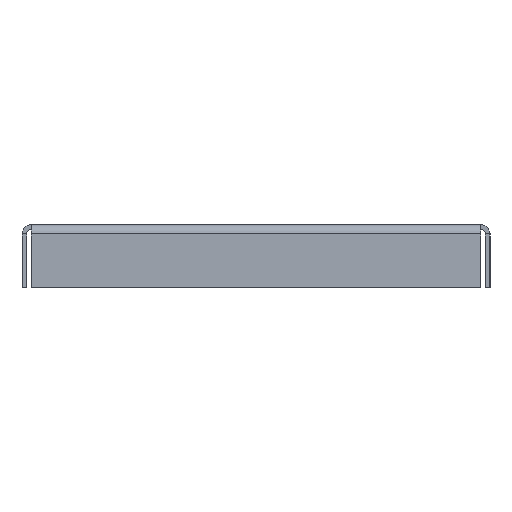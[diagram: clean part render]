
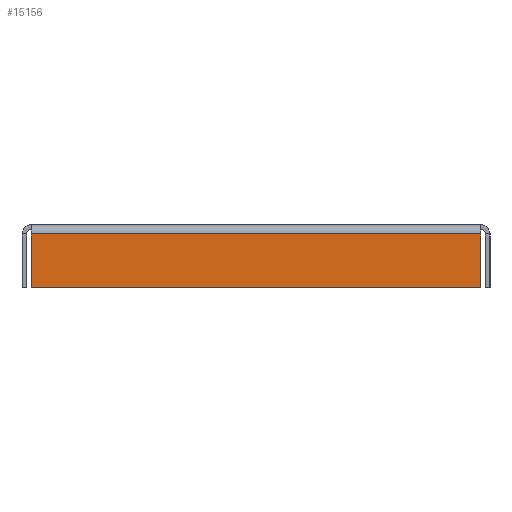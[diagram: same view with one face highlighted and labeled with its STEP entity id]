
A CAD part, left-side view. The second image highlights one B-rep face of the part: STEP entity #15156.
In plain terms, the highlighted free-form (B-spline) face has degree [1, 1] with [2, 2] control points.
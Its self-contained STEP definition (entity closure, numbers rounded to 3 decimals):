
#70 = ( BOUNDED_SURFACE() B_SPLINE_SURFACE(2,1,(
    (#71,#72)
    ,(#73,#74)
,(#75,#76
  )),.UNSPECIFIED.,.F.,.F.,.F.) B_SPLINE_SURFACE_WITH_KNOTS((3,3),(2,2),
  (0.,1.571),(0.,19.4),.PIECEWISE_BEZIER_KNOTS.) 
GEOMETRIC_REPRESENTATION_ITEM() RATIONAL_B_SPLINE_SURFACE((
    (1.,1.)
    ,(0.707,0.707)
,(1.,1.))) REPRESENTATION_ITEM('') SURFACE() );
#71 = CARTESIAN_POINT('',(-38.354,-24.638,5.842));
#72 = CARTESIAN_POINT('',(-38.354,24.638,5.842));
#73 = CARTESIAN_POINT('',(-38.354,-24.638,6.858));
#74 = CARTESIAN_POINT('',(-38.354,24.638,6.858));
#75 = CARTESIAN_POINT('',(-37.338,-24.638,6.858));
#76 = CARTESIAN_POINT('',(-37.338,24.638,6.858));
#15024 = VERTEX_POINT('',#15025);
#15025 = CARTESIAN_POINT('',(-38.354,24.638,5.842));
#15060 = B_SPLINE_SURFACE_WITH_KNOTS('',1,1,(
    (#15061,#15062)
    ,(#15063,#15064
  )),.UNSPECIFIED.,.F.,.F.,.F.,(2,2),(2,2),(-1.15,1.15),(-0.1,
    0.1),.PIECEWISE_BEZIER_KNOTS.);
#15061 = CARTESIAN_POINT('',(-37.846,24.638,5.842));
#15062 = CARTESIAN_POINT('',(-38.354,24.638,5.842));
#15063 = CARTESIAN_POINT('',(-37.846,24.638,0.));
#15064 = CARTESIAN_POINT('',(-38.354,24.638,0.));
#15104 = VERTEX_POINT('',#15105);
#15105 = CARTESIAN_POINT('',(-38.354,-24.638,5.842));
#15133 = EDGE_CURVE('',#15104,#15024,#15134,.T.);
#15134 = SURFACE_CURVE('',#15135,(#15138,#15145),.PCURVE_S1.);
#15135 = B_SPLINE_CURVE_WITH_KNOTS('',1,(#15136,#15137),.UNSPECIFIED.,
  .F.,.F.,(2,2),(0.,19.4),.PIECEWISE_BEZIER_KNOTS.);
#15136 = CARTESIAN_POINT('',(-38.354,-24.638,5.842));
#15137 = CARTESIAN_POINT('',(-38.354,24.638,5.842));
#15138 = PCURVE('',#70,#15139);
#15139 = DEFINITIONAL_REPRESENTATION('',(#15140),#15144);
#15140 = B_SPLINE_CURVE_WITH_KNOTS('',2,(#15141,#15142,#15143),
  .UNSPECIFIED.,.F.,.F.,(3,3),(0.,19.4),.PIECEWISE_BEZIER_KNOTS.);
#15141 = CARTESIAN_POINT('',(0.,0.));
#15142 = CARTESIAN_POINT('',(0.,9.7));
#15143 = CARTESIAN_POINT('',(0.,19.4));
#15144 = ( GEOMETRIC_REPRESENTATION_CONTEXT(2) 
PARAMETRIC_REPRESENTATION_CONTEXT() REPRESENTATION_CONTEXT('2D SPACE',''
  ) );
#15145 = PCURVE('',#15146,#15151);
#15146 = B_SPLINE_SURFACE_WITH_KNOTS('',1,1,(
    (#15147,#15148)
    ,(#15149,#15150
    )),.UNSPECIFIED.,.F.,.F.,.F.,(2,2),(2,2),(-19.4,0.)
  ,(0.4,2.7),.PIECEWISE_BEZIER_KNOTS.);
#15147 = CARTESIAN_POINT('',(-38.354,-24.638,5.842));
#15148 = CARTESIAN_POINT('',(-38.354,-24.638,0.));
#15149 = CARTESIAN_POINT('',(-38.354,24.638,5.842));
#15150 = CARTESIAN_POINT('',(-38.354,24.638,0.));
#15151 = DEFINITIONAL_REPRESENTATION('',(#15152),#15155);
#15152 = B_SPLINE_CURVE_WITH_KNOTS('',1,(#15153,#15154),.UNSPECIFIED.,
  .F.,.F.,(2,2),(0.,19.4),.PIECEWISE_BEZIER_KNOTS.);
#15153 = CARTESIAN_POINT('',(-19.4,0.4));
#15154 = CARTESIAN_POINT('',(0.,0.4));
#15155 = ( GEOMETRIC_REPRESENTATION_CONTEXT(2) 
PARAMETRIC_REPRESENTATION_CONTEXT() REPRESENTATION_CONTEXT('2D SPACE',''
  ) );
#15156 = ADVANCED_FACE('',(#15157),#15146,.T.);
#15157 = FACE_BOUND('',#15158,.F.);
#15158 = EDGE_LOOP('',(#15159,#15179,#15180,#15205));
#15159 = ORIENTED_EDGE('',*,*,#15160,.F.);
#15160 = EDGE_CURVE('',#15024,#15161,#15163,.T.);
#15161 = VERTEX_POINT('',#15162);
#15162 = CARTESIAN_POINT('',(-38.354,24.638,0.));
#15163 = SURFACE_CURVE('',#15164,(#15167,#15173),.PCURVE_S1.);
#15164 = B_SPLINE_CURVE_WITH_KNOTS('',1,(#15165,#15166),.UNSPECIFIED.,
  .F.,.F.,(2,2),(0.,2.3),.PIECEWISE_BEZIER_KNOTS.);
#15165 = CARTESIAN_POINT('',(-38.354,24.638,5.842));
#15166 = CARTESIAN_POINT('',(-38.354,24.638,0.));
#15167 = PCURVE('',#15146,#15168);
#15168 = DEFINITIONAL_REPRESENTATION('',(#15169),#15172);
#15169 = B_SPLINE_CURVE_WITH_KNOTS('',1,(#15170,#15171),.UNSPECIFIED.,
  .F.,.F.,(2,2),(0.,2.3),.PIECEWISE_BEZIER_KNOTS.);
#15170 = CARTESIAN_POINT('',(0.,0.4));
#15171 = CARTESIAN_POINT('',(0.,2.7));
#15172 = ( GEOMETRIC_REPRESENTATION_CONTEXT(2) 
PARAMETRIC_REPRESENTATION_CONTEXT() REPRESENTATION_CONTEXT('2D SPACE',''
  ) );
#15173 = PCURVE('',#15060,#15174);
#15174 = DEFINITIONAL_REPRESENTATION('',(#15175),#15178);
#15175 = B_SPLINE_CURVE_WITH_KNOTS('',1,(#15176,#15177),.UNSPECIFIED.,
  .F.,.F.,(2,2),(0.,2.3),.PIECEWISE_BEZIER_KNOTS.);
#15176 = CARTESIAN_POINT('',(-1.15,0.1));
#15177 = CARTESIAN_POINT('',(1.15,0.1));
#15178 = ( GEOMETRIC_REPRESENTATION_CONTEXT(2) 
PARAMETRIC_REPRESENTATION_CONTEXT() REPRESENTATION_CONTEXT('2D SPACE',''
  ) );
#15179 = ORIENTED_EDGE('',*,*,#15133,.F.);
#15180 = ORIENTED_EDGE('',*,*,#15181,.F.);
#15181 = EDGE_CURVE('',#15182,#15104,#15184,.T.);
#15182 = VERTEX_POINT('',#15183);
#15183 = CARTESIAN_POINT('',(-38.354,-24.638,0.));
#15184 = SURFACE_CURVE('',#15185,(#15188,#15194),.PCURVE_S1.);
#15185 = B_SPLINE_CURVE_WITH_KNOTS('',1,(#15186,#15187),.UNSPECIFIED.,
  .F.,.F.,(2,2),(0.,2.3),.PIECEWISE_BEZIER_KNOTS.);
#15186 = CARTESIAN_POINT('',(-38.354,-24.638,0.));
#15187 = CARTESIAN_POINT('',(-38.354,-24.638,5.842));
#15188 = PCURVE('',#15146,#15189);
#15189 = DEFINITIONAL_REPRESENTATION('',(#15190),#15193);
#15190 = B_SPLINE_CURVE_WITH_KNOTS('',1,(#15191,#15192),.UNSPECIFIED.,
  .F.,.F.,(2,2),(0.,2.3),.PIECEWISE_BEZIER_KNOTS.);
#15191 = CARTESIAN_POINT('',(-19.4,2.7));
#15192 = CARTESIAN_POINT('',(-19.4,0.4));
#15193 = ( GEOMETRIC_REPRESENTATION_CONTEXT(2) 
PARAMETRIC_REPRESENTATION_CONTEXT() REPRESENTATION_CONTEXT('2D SPACE',''
  ) );
#15194 = PCURVE('',#15195,#15200);
#15195 = B_SPLINE_SURFACE_WITH_KNOTS('',1,1,(
    (#15196,#15197)
    ,(#15198,#15199
  )),.UNSPECIFIED.,.F.,.F.,.F.,(2,2),(2,2),(-1.15,1.15),(-0.1,
    0.1),.PIECEWISE_BEZIER_KNOTS.);
#15196 = CARTESIAN_POINT('',(-37.846,-24.638,0.));
#15197 = CARTESIAN_POINT('',(-38.354,-24.638,0.));
#15198 = CARTESIAN_POINT('',(-37.846,-24.638,5.842));
#15199 = CARTESIAN_POINT('',(-38.354,-24.638,5.842));
#15200 = DEFINITIONAL_REPRESENTATION('',(#15201),#15204);
#15201 = B_SPLINE_CURVE_WITH_KNOTS('',1,(#15202,#15203),.UNSPECIFIED.,
  .F.,.F.,(2,2),(0.,2.3),.PIECEWISE_BEZIER_KNOTS.);
#15202 = CARTESIAN_POINT('',(-1.15,0.1));
#15203 = CARTESIAN_POINT('',(1.15,0.1));
#15204 = ( GEOMETRIC_REPRESENTATION_CONTEXT(2) 
PARAMETRIC_REPRESENTATION_CONTEXT() REPRESENTATION_CONTEXT('2D SPACE',''
  ) );
#15205 = ORIENTED_EDGE('',*,*,#15206,.F.);
#15206 = EDGE_CURVE('',#15161,#15182,#15207,.T.);
#15207 = SURFACE_CURVE('',#15208,(#15211,#15217),.PCURVE_S1.);
#15208 = B_SPLINE_CURVE_WITH_KNOTS('',1,(#15209,#15210),.UNSPECIFIED.,
  .F.,.F.,(2,2),(0.,19.4),.PIECEWISE_BEZIER_KNOTS.);
#15209 = CARTESIAN_POINT('',(-38.354,24.638,0.));
#15210 = CARTESIAN_POINT('',(-38.354,-24.638,0.));
#15211 = PCURVE('',#15146,#15212);
#15212 = DEFINITIONAL_REPRESENTATION('',(#15213),#15216);
#15213 = B_SPLINE_CURVE_WITH_KNOTS('',1,(#15214,#15215),.UNSPECIFIED.,
  .F.,.F.,(2,2),(0.,19.4),.PIECEWISE_BEZIER_KNOTS.);
#15214 = CARTESIAN_POINT('',(0.,2.7));
#15215 = CARTESIAN_POINT('',(-19.4,2.7));
#15216 = ( GEOMETRIC_REPRESENTATION_CONTEXT(2) 
PARAMETRIC_REPRESENTATION_CONTEXT() REPRESENTATION_CONTEXT('2D SPACE',''
  ) );
#15217 = PCURVE('',#15218,#15223);
#15218 = B_SPLINE_SURFACE_WITH_KNOTS('',1,1,(
    (#15219,#15220)
    ,(#15221,#15222
    )),.UNSPECIFIED.,.F.,.F.,.F.,(2,2),(2,2),(-9.7,9.7),(-0.1,0.1),
  .PIECEWISE_BEZIER_KNOTS.);
#15219 = CARTESIAN_POINT('',(-37.846,24.638,0.));
#15220 = CARTESIAN_POINT('',(-38.354,24.638,0.));
#15221 = CARTESIAN_POINT('',(-37.846,-24.638,0.));
#15222 = CARTESIAN_POINT('',(-38.354,-24.638,0.));
#15223 = DEFINITIONAL_REPRESENTATION('',(#15224),#15227);
#15224 = B_SPLINE_CURVE_WITH_KNOTS('',1,(#15225,#15226),.UNSPECIFIED.,
  .F.,.F.,(2,2),(0.,19.4),.PIECEWISE_BEZIER_KNOTS.);
#15225 = CARTESIAN_POINT('',(-9.7,0.1));
#15226 = CARTESIAN_POINT('',(9.7,0.1));
#15227 = ( GEOMETRIC_REPRESENTATION_CONTEXT(2) 
PARAMETRIC_REPRESENTATION_CONTEXT() REPRESENTATION_CONTEXT('2D SPACE',''
  ) );
